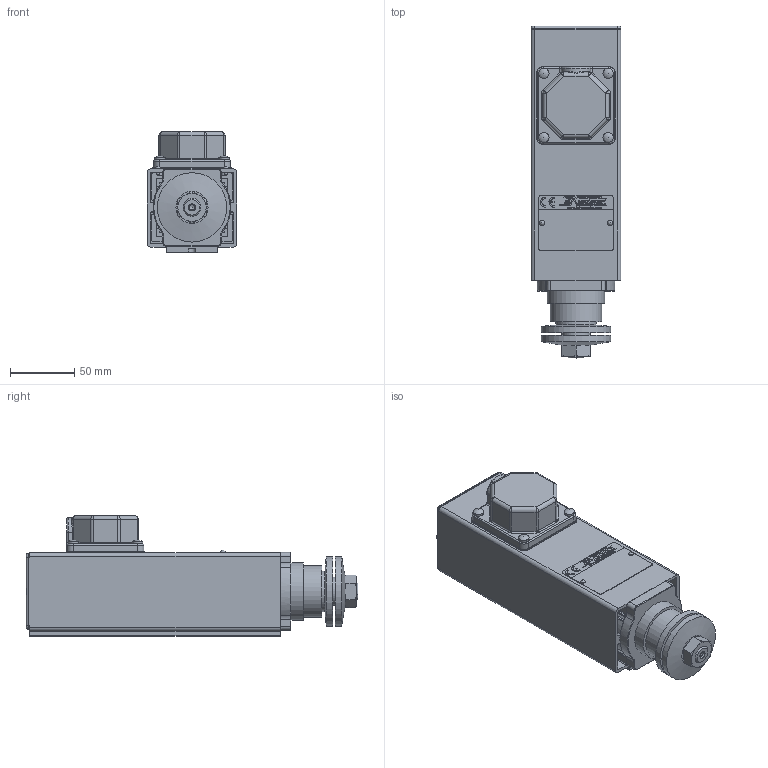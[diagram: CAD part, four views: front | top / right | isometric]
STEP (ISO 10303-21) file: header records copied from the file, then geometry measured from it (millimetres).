
FILE_DESCRIPTION(/* description */ ('Alibre Inc.'),/* implementation_level */ '2;1');
FILE_NAME(/* name */ 'export-2E4D4B70-5EC0-4A7E-BFA3-874D5683DBE2',/* time_stamp */ '2023-03-27T12:52:08+02:00',/* author */ (''),/* organization */ (''),/* preprocessor_version */ 'ST-DEVELOPER v17',/* originating_system */ 'Alibre',/* authorisation */ '');
FILE_SCHEMA (('AUTOMOTIVE_DESIGN'));
Length unit declared in the file: millimetre
Products named in the file (1): STEP_COMNC350245
Bounding box: 70 x 258.7 x 94 mm (x, y, z)
Volume: 914553.6 mm3; surface area: 136569 mm2
Topology: 1 solids, 8 shells, 1488 faces, 4018 edges, 2638 vertices
Faces by surface type: plane 1061, cylinder 299, bspline 47, cone 46, torus 19, sphere 16
Full cylindrical faces by diameter (mm): 2.49 x4, 2.5 x2, 3.714 x4, 4 x13, 4.917 x8, 5 x4, 8 x4, 14 x2, 15 x2, 17.294 x1, 22 x1, 31.5 x1, 40 x1, 45 x1, 54 x2
Entity records: 47772 total; most frequent: CARTESIAN_POINT 11831, ORIENTED_EDGE 7994, DIRECTION 5316, EDGE_CURVE 3997, VERTEX_POINT 2638, AXIS2_PLACEMENT_3D 2135, VECTOR 2126, LINE 2126
